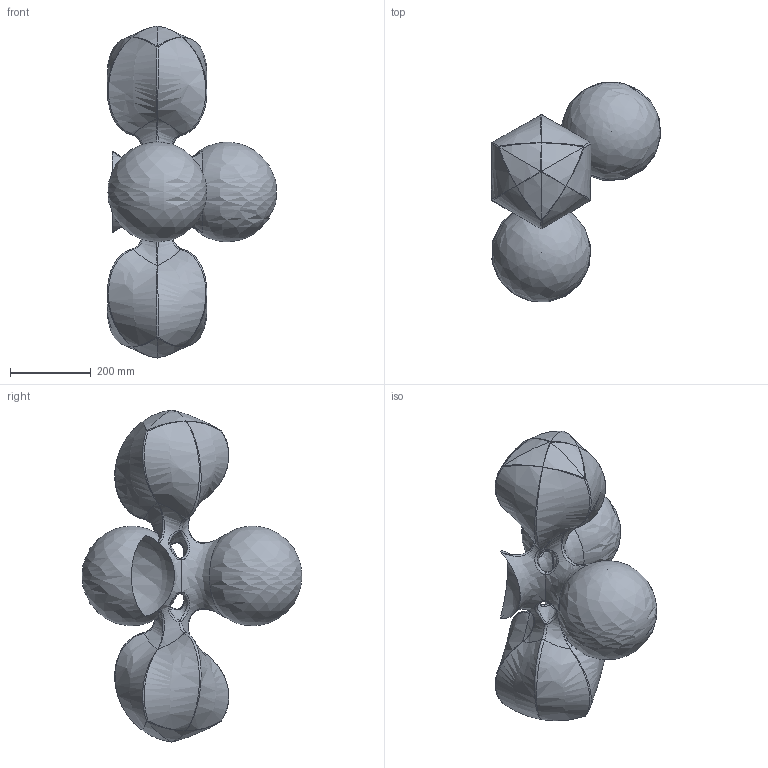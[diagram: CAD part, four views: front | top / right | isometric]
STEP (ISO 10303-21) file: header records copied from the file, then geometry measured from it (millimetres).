
FILE_DESCRIPTION(('FreeCAD Model'),'2;1');
FILE_NAME('Open CASCADE Shape Model','2025-05-04T05:56:33',('FreeCAD'),( 'FreeCAD'),'Open CASCADE STEP processor 7.6','FreeCAD','Unknown');
FILE_SCHEMA(('AUTOMOTIVE_DESIGN { 1 0 10303 214 1 1 1 1 }'));
Length unit declared in the file: millimetre
Products named in the file (1): Open CASCADE STEP translator 7.6 1
Bounding box: 418.98 x 543.77 x 822.15 mm (x, y, z)
Volume: 36517760.4 mm3; surface area: 967046.6 mm2
Topology: 1 solids, 2 shells, 129 faces, 341 edges, 137 vertices
Faces by surface type: bspline 129
Entity records: 14782 total; most frequent: CARTESIAN_POINT 13228, ORIENTED_EDGE 544, EDGE_CURVE 272, VERTEX_POINT 137, B_SPLINE_CURVE_WITH_KNOTS 132, FACE_BOUND 129, ADVANCED_FACE 128, EDGE_LOOP 128
